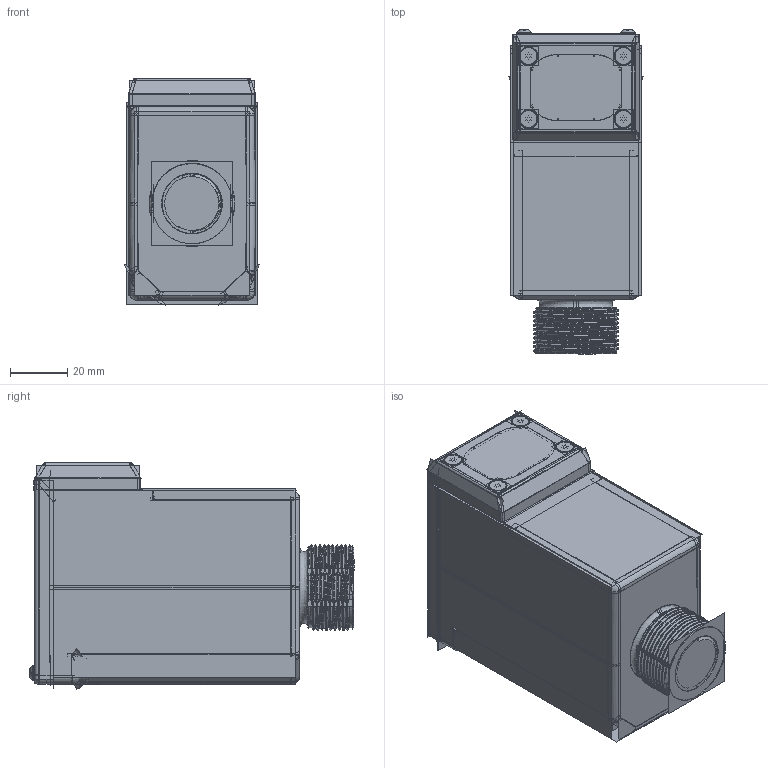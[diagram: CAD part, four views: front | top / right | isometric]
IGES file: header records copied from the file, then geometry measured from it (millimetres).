
Start section:  PTC IGES file: 223580.igs
Global section: file name: 223580.igs; native system: Creo Parametric by PTC Inc.; preprocessor: 2019292; author: PDMAdmin; organization: Unknown; date: 20210519.125743; units: millimetre
Bounding box: 47.37 x 114.1 x 79.43 mm (x, y, z)
Volume: 98599.8 mm3; surface area: 399548.9 mm2
Topology: 13 solids, 13 shells, 2392 faces, 11928 edges, 14996 vertices
Faces by surface type: revolution 1222, bspline 1170
